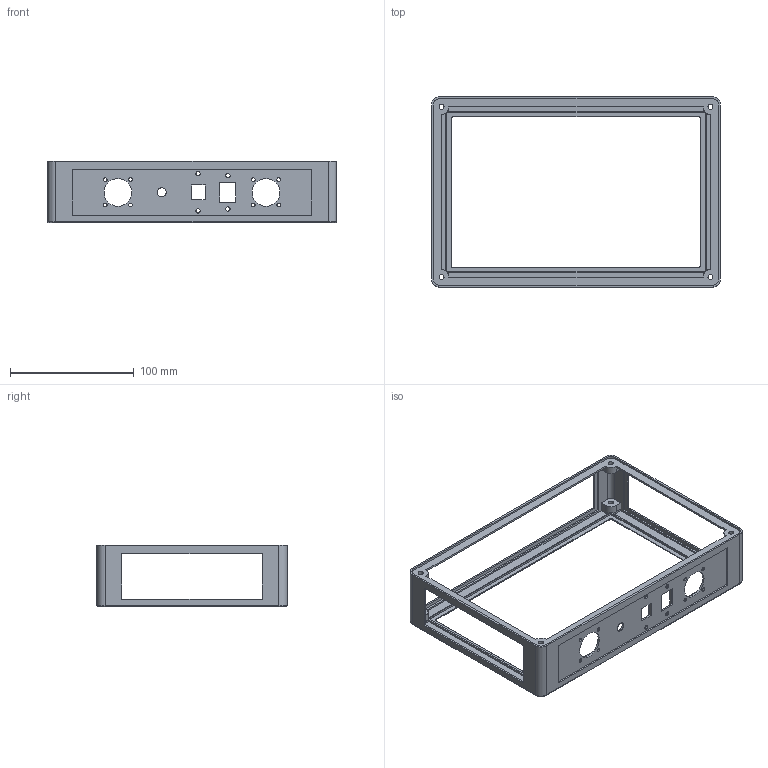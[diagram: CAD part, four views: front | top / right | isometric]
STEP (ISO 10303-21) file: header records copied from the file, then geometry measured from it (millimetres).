
FILE_DESCRIPTION(/* description */ (''),/* implementation_level */ '2;1');
FILE_NAME(/* name */ 'Board v13a.step',/* time_stamp */ '2025-09-10T13:57:03-07:00',/* author */ (''),/* organization */ (''),/* preprocessor_version */ 'ST-DEVELOPER v20.1',/* originating_system */ 'Autodesk Translation Framework v14.10.0.0',/* authorisation */ '');
FILE_SCHEMA (('AUTOMOTIVE_DESIGN { 1 0 10303 214 3 1 1 }'));
Length unit declared in the file: millimetre
Products named in the file (1): Board
Bounding box: 234 x 154 x 49.6 mm (x, y, z)
Volume: 71076.4 mm3; surface area: 79381.3 mm2
Topology: 1 solids, 1 shells, 201 faces, 570 edges, 375 vertices
Faces by surface type: plane 140, cylinder 54, torus 7
Full cylindrical faces by diameter (mm): 3 x8, 3.5 x4, 4.05 x8, 7.25 x1, 22.5 x2
Entity records: 6649 total; most frequent: CARTESIAN_POINT 1147, ORIENTED_EDGE 1140, DIRECTION 1093, EDGE_CURVE 570, LINE 451, VECTOR 451, VERTEX_POINT 375, AXIS2_PLACEMENT_3D 321
